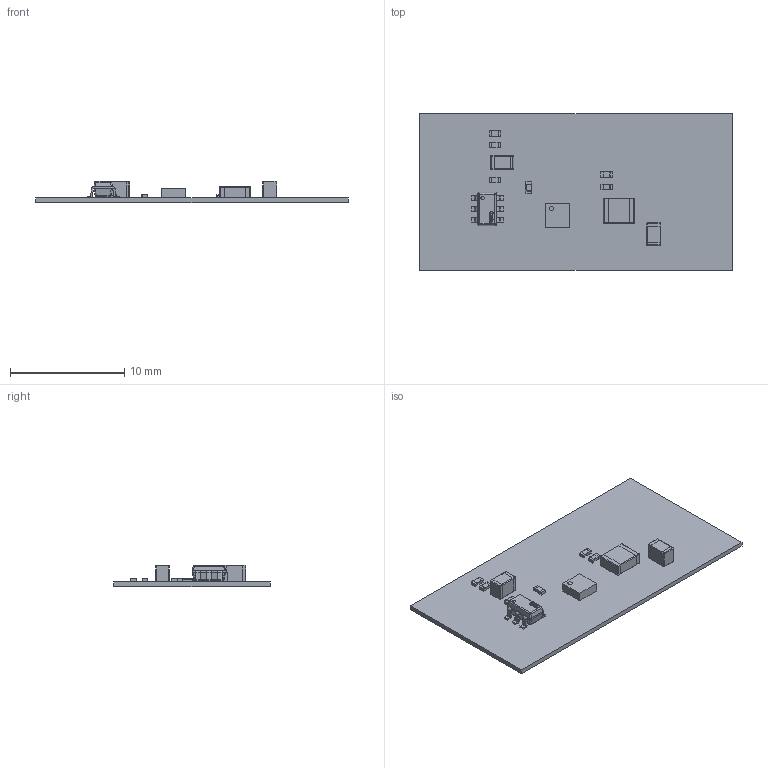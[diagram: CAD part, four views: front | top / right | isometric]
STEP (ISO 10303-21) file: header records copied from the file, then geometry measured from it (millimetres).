
FILE_DESCRIPTION(('Open CASCADE Model'),'2;1');
FILE_NAME('Open CASCADE Shape Model','2025-04-07T08:16:07',('Author'),( 'Open CASCADE'),'Open CASCADE STEP processor 7.5','Open CASCADE 7.5' ,'Unknown');
FILE_SCHEMA(('AUTOMOTIVE_DESIGN { 1 0 10303 214 1 1 1 1 }'));
Length unit declared in the file: millimetre
Products named in the file (31): PCB; Board; Open CASCADE STEP translator 7.5 1.1.1; U2; 7179716816; Extruded; 7179717856; U1; IC_Maxim_Integrated_MAX6831TZUT+T_eec; 1; 2; Maxim Integrated Logo 1; Maxim Integrated Logo 1 - 1; R6; RES0402; R5; R4; R3; R2; R1; L1; 7152293760; Terminal; Open CASCADE STEP translator 6.8 2.1.1; Open CASCADE STEP translator 6.8 2.1.2; Mid_Body; Open CASCADE STEP translator 6.8 2.2.1; C2; CAPC2012X145N EIA 0805; C1
Assembly tree (36 placements, depth 5):
  PCB
    Board
      Open CASCADE STEP translator 7.5 1.1.1
    U2
      7179716816
        Extruded
      7179717856
        Extruded
    U1
      IC_Maxim_Integrated_MAX6831TZUT+T_eec
        1
        2
        Maxim Integrated Logo 1
        Maxim Integrated Logo 1 - 1
    R6
      RES0402
    R5
      RES0402
    R4
      RES0402
    R3
      RES0402
    R2
      RES0402
    R1
      RES0402
    L1
      7152293760
        Terminal
          Open CASCADE STEP translator 6.8 2.1.1
          Open CASCADE STEP translator 6.8 2.1.2
        Mid_Body
          Open CASCADE STEP translator 6.8 2.2.1
    C2
      CAPC2012X145N EIA 0805
    C1
      CAPC2012X145N EIA 0805
Bounding box: 27.3 x 13.72 x 1.86 mm (x, y, z)
Volume: 177.4 mm3; surface area: 896.6 mm2
Topology: 39 solids, 39 shells, 824 faces, 2061 edges, 1291 vertices
Faces by surface type: plane 558, bspline 127, cylinder 106, sphere 32, torus 1
Full cylindrical faces by diameter (mm): 0.3 x1, 0.348 x1
Entity records: 19521 total; most frequent: CARTESIAN_POINT 4776, ORIENTED_EDGE 3014, DIRECTION 2447, EDGE_CURVE 1507, LINE 1077, VECTOR 1077, VERTEX_POINT 971, AXIS2_PLACEMENT_3D 685
